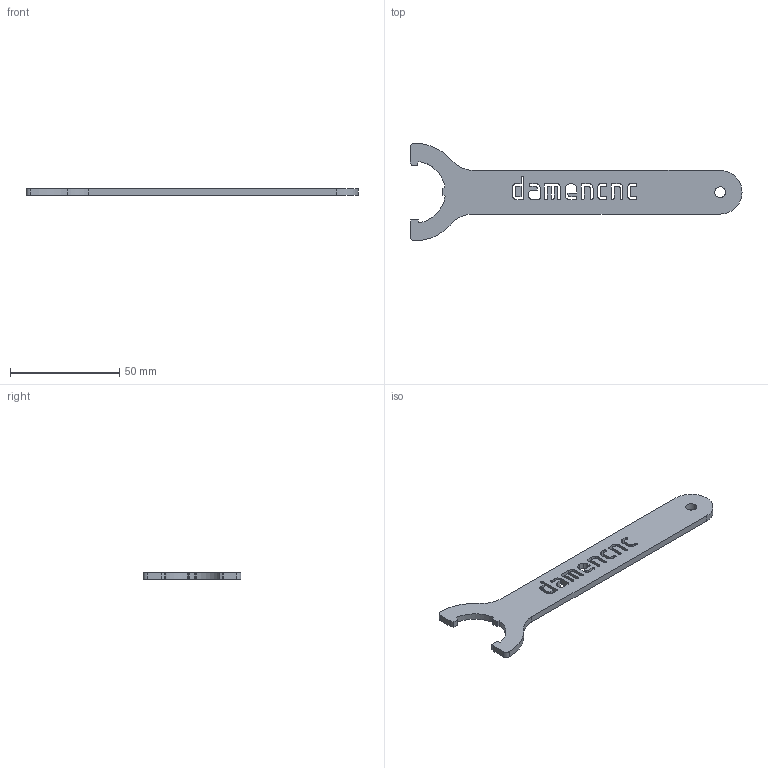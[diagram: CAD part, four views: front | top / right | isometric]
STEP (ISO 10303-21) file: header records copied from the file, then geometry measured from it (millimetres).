
FILE_DESCRIPTION(/* description */ ('Alibre Inc.'),/* implementation_level */ '2;1');
FILE_NAME(/* name */ 'export-CA500BD8-E655-40AA-BEA3-045A1B2A67DC',/* time_stamp */ '2022-09-30T10:55:33+02:00',/* author */ (''),/* organization */ (''),/* preprocessor_version */ 'ST-DEVELOPER v17',/* originating_system */ 'Alibre',/* authorisation */ '');
FILE_SCHEMA (('AUTOMOTIVE_DESIGN'));
Length unit declared in the file: millimetre
Bounding box: 152 x 44.78 x 3 mm (x, y, z)
Volume: 8516.2 mm3; surface area: 7731.6 mm2
Topology: 2 solids, 2 shells, 277 faces, 820 edges, 547 vertices
Faces by surface type: cylinder 206, plane 71
Full cylindrical faces by diameter (mm): 5 x1
Entity records: 9431 total; most frequent: DIRECTION 1711, CARTESIAN_POINT 1639, ORIENTED_EDGE 1636, EDGE_CURVE 818, AXIS2_PLACEMENT_3D 687, VERTEX_POINT 546, CIRCLE 412, VECTOR 406
